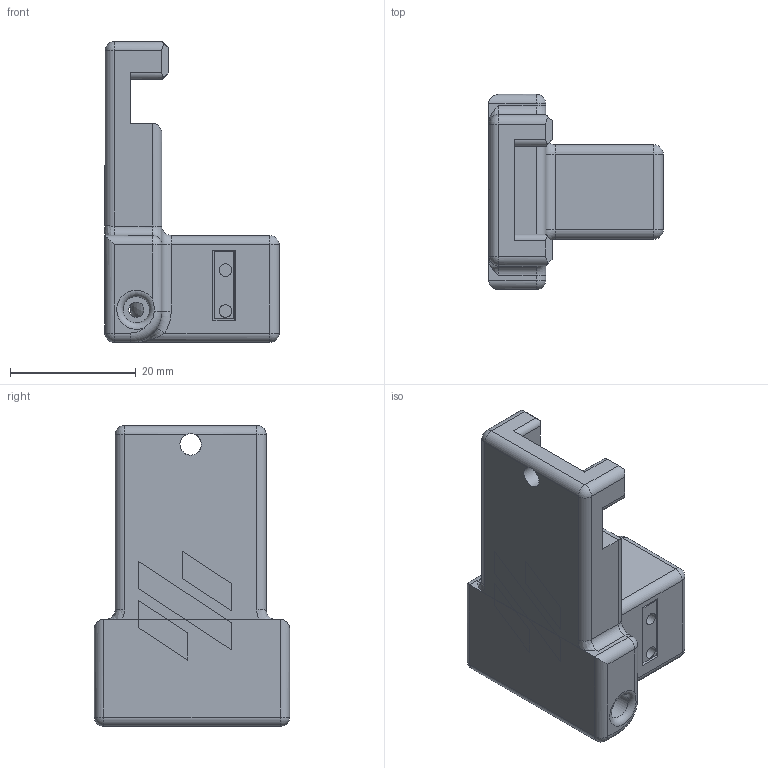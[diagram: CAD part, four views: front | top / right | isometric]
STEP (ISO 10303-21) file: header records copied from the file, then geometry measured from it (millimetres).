
FILE_DESCRIPTION(/* description */ (''),/* implementation_level */ '2;1');
FILE_NAME(/* name */ 'Filament Sensor.step',/* time_stamp */ '2022-08-02T09:12:54+02:00',/* author */ (''),/* organization */ (''),/* preprocessor_version */ 'ST-DEVELOPER v19',/* originating_system */ 'Autodesk Translation Framework v11.7.0.108',/* authorisation */ '');
FILE_SCHEMA (('AUTOMOTIVE_DESIGN { 1 0 10303 214 3 1 1 }'));
Length unit declared in the file: millimetre
Products named in the file (1): Filament Sensor Ball Block
Bounding box: 27.69 x 31 x 47.8 mm (x, y, z)
Volume: 12993.3 mm3; surface area: 7463.6 mm2
Topology: 5 solids, 9 shells, 262 faces, 677 edges, 430 vertices
Faces by surface type: plane 176, cylinder 55, sphere 12, torus 10, bspline 7, cone 2
Full cylindrical faces by diameter (mm): 2 x4, 2.4 x1, 3.4 x1, 4.2 x2, 7.4 x1
Entity records: 8372 total; most frequent: CARTESIAN_POINT 1931, ORIENTED_EDGE 1342, DIRECTION 1313, EDGE_CURVE 671, AXIS2_PLACEMENT_3D 445, VERTEX_POINT 432, LINE 423, VECTOR 423
